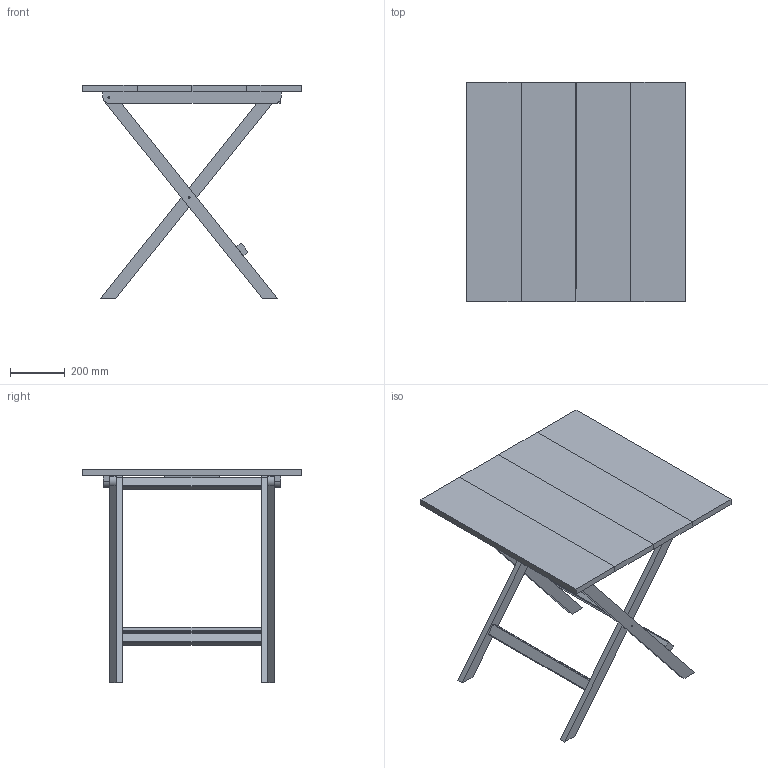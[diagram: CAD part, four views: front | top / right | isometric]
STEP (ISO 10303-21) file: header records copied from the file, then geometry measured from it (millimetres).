
FILE_DESCRIPTION(('FreeCAD Model'),'2;1');
FILE_NAME('Open CASCADE Shape Model','2023-04-19T09:27:09',(''),(''), 'Open CASCADE STEP processor 7.6','FreeCAD','Unknown');
FILE_SCHEMA(('AUTOMOTIVE_DESIGN { 1 0 10303 214 1 1 1 1 }'));
Length unit declared in the file: millimetre
Products named in the file (8): Assembly; p1; p4; p2; p3; p5; p6; p7
Assembly tree (14 placements, depth 2):
  Assembly
    p1  x2
    p4  x2
    p2  x2
    p3  x2
    p5  x4
    p6
    p7
Bounding box: 800 x 800 x 779.31 mm (x, y, z)
Volume: 21557696 mm3; surface area: 2393930 mm2
Topology: 14 solids, 14 shells, 116 faces, 264 edges, 176 vertices
Faces by surface type: plane 84, cylinder 32
Full cylindrical faces by diameter (mm): 7 x8
Entity records: 3796 total; most frequent: CARTESIAN_POINT 653, DIRECTION 588, LINE 342, VECTOR 342, ORIENTED_EDGE 276, PCURVE 276, DEFINITIONAL_REPRESENTATION 276, EDGE_CURVE 138
